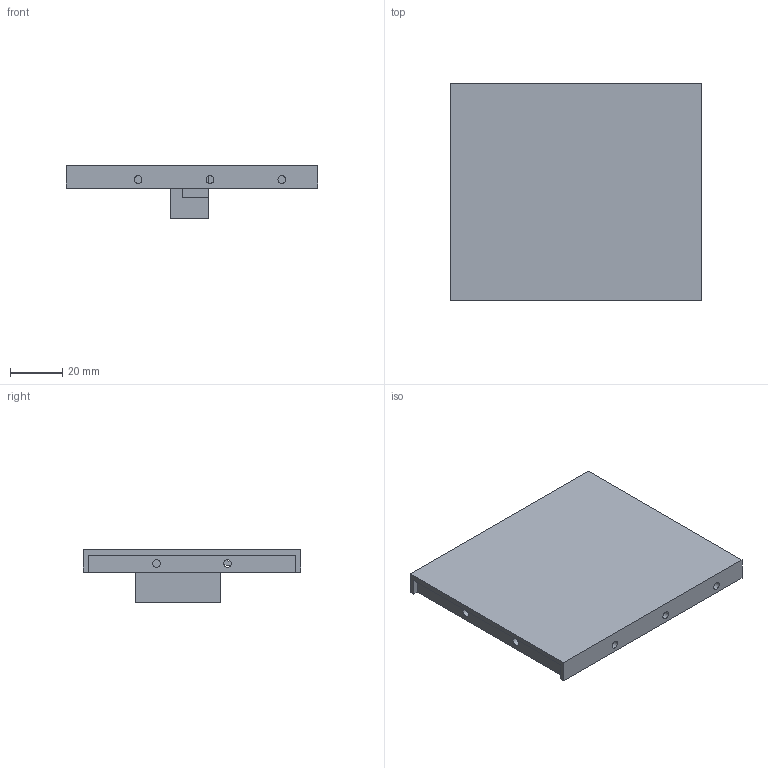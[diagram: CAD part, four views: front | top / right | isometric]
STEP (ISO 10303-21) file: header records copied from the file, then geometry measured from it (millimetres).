
FILE_DESCRIPTION(('FreeCAD Model'),'2;1');
FILE_NAME('Open CASCADE Shape Model','2026-02-15T20:24:48',(''),(''), 'Open CASCADE STEP processor 7.8','FreeCAD','Unknown');
FILE_SCHEMA(('AUTOMOTIVE_DESIGN { 1 0 10303 214 1 1 1 1 }'));
Length unit declared in the file: millimetre
Products named in the file (1): Down
Bounding box: 96 x 83 x 20 mm (x, y, z)
Volume: 23544.1 mm3; surface area: 23746.2 mm2
Topology: 1 solids, 1 shells, 67 faces, 178 edges, 120 vertices
Faces by surface type: plane 52, cylinder 15
Full cylindrical faces by diameter (mm): 2 x2, 3 x10
Entity records: 4522 total; most frequent: CARTESIAN_POINT 856, DIRECTION 680, LINE 464, VECTOR 464, ORIENTED_EDGE 356, PCURVE 356, DEFINITIONAL_REPRESENTATION 356, EDGE_CURVE 178
